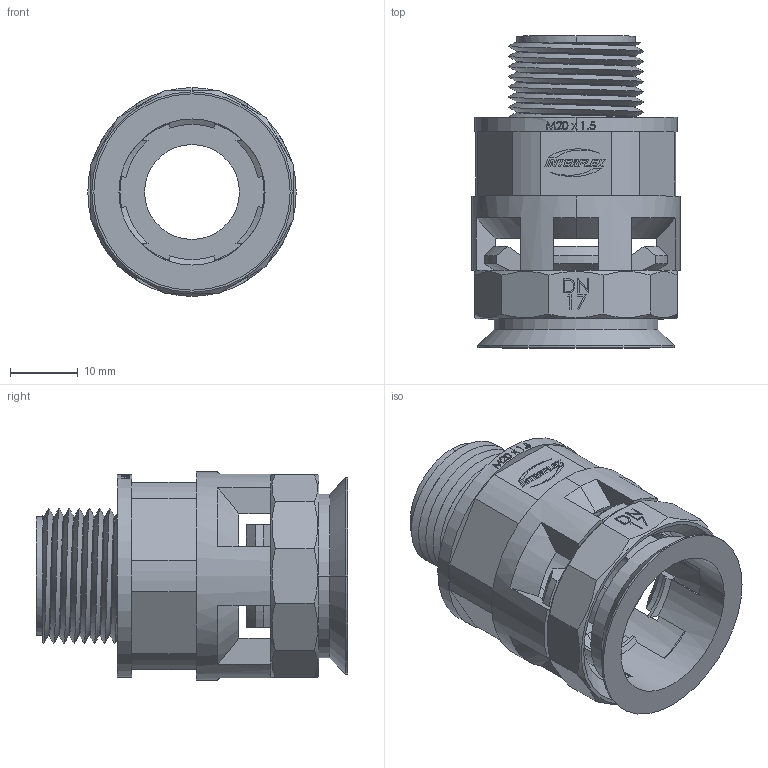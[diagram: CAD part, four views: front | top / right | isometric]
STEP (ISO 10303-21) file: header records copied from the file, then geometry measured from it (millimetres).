
FILE_DESCRIPTION (( 'STEP AP203' ), '1' );
FILE_NAME ('(MIR-17M20-)_I3040_0001_05_0.STEP', '2010-07-16T06:28:40', ( 'Llorenç' ), ( '' ), 'SwSTEP 2.0', 'SolidWorks 2007', '' );
FILE_SCHEMA (( 'CONFIG_CONTROL_DESIGN' ));
Length unit declared in the file: millimetre
Products named in the file (3): (MIR-17M20-)_I3040_0001_05_0; I3041_0001_00_0_MIR-17M20; I3041_0000_00_0_Corona per DN17
Assembly tree (2 placements, depth 2):
  (MIR-17M20-)_I3040_0001_05_0
    I3041_0001_00_0_MIR-17M20
    I3041_0000_00_0_Corona per DN17
Bounding box: 30.8 x 46.08 x 30.8 mm (x, y, z)
Volume: 12638.2 mm3; surface area: 10062.8 mm2
Topology: 3 solids, 3 shells, 401 faces, 1109 edges, 728 vertices
Faces by surface type: plane 221, cylinder 74, bspline 65, cone 41
Entity records: 19517 total; most frequent: CARTESIAN_POINT 9616, ORIENTED_EDGE 2218, DIRECTION 1678, EDGE_CURVE 1109, VERTEX_POINT 728, LINE 584, VECTOR 584, AXIS2_PLACEMENT_3D 547
